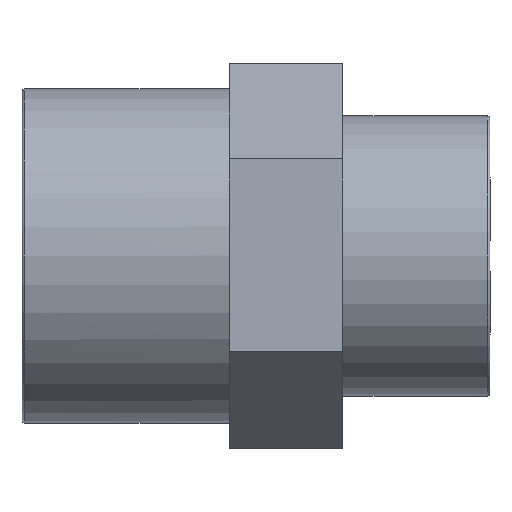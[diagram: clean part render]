
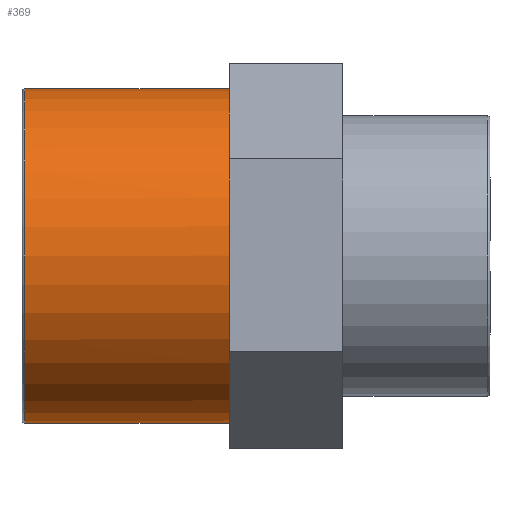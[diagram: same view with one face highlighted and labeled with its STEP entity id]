
A CAD part, front view. The second image highlights one B-rep face of the part: STEP entity #369.
In plain terms, the highlighted cylindrical face has radius 25 mm (diameter 50 mm), a full revolution.
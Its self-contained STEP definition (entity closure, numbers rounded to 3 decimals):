
#18=CYLINDRICAL_SURFACE('',#414,25.);
#29=FACE_BOUND('',#114,.T.);
#38=CIRCLE('',#380,25.);
#39=CIRCLE('',#382,25.);
#40=CIRCLE('',#384,25.);
#41=CIRCLE('',#386,25.);
#42=CIRCLE('',#388,25.);
#43=CIRCLE('',#390,25.);
#54=CIRCLE('',#413,25.);
#78=FACE_OUTER_BOUND('',#113,.T.);
#113=EDGE_LOOP('',(#311,#312,#313,#314,#315,#316));
#114=EDGE_LOOP('',(#317));
#174=VERTEX_POINT('',#544);
#178=VERTEX_POINT('',#554);
#181=VERTEX_POINT('',#562);
#182=VERTEX_POINT('',#566);
#183=VERTEX_POINT('',#574);
#184=VERTEX_POINT('',#578);
#199=VERTEX_POINT('',#627);
#215=EDGE_CURVE('',#181,#182,#38,.T.);
#217=EDGE_CURVE('',#178,#181,#39,.T.);
#218=EDGE_CURVE('',#174,#178,#40,.T.);
#219=EDGE_CURVE('',#183,#174,#41,.T.);
#221=EDGE_CURVE('',#184,#183,#42,.T.);
#224=EDGE_CURVE('',#182,#184,#43,.T.);
#242=EDGE_CURVE('',#199,#199,#54,.T.);
#311=ORIENTED_EDGE('',*,*,#215,.T.);
#312=ORIENTED_EDGE('',*,*,#224,.T.);
#313=ORIENTED_EDGE('',*,*,#221,.T.);
#314=ORIENTED_EDGE('',*,*,#219,.T.);
#315=ORIENTED_EDGE('',*,*,#218,.T.);
#316=ORIENTED_EDGE('',*,*,#217,.T.);
#317=ORIENTED_EDGE('',*,*,#242,.F.);
#369=ADVANCED_FACE('',(#78,#29),#18,.T.);
#380=AXIS2_PLACEMENT_3D('',#567,#444,#445);
#382=AXIS2_PLACEMENT_3D('',#570,#449,#450);
#384=AXIS2_PLACEMENT_3D('',#572,#453,#454);
#386=AXIS2_PLACEMENT_3D('',#575,#457,#458);
#388=AXIS2_PLACEMENT_3D('',#579,#462,#463);
#390=AXIS2_PLACEMENT_3D('',#584,#468,#469);
#413=AXIS2_PLACEMENT_3D('',#628,#521,#522);
#414=AXIS2_PLACEMENT_3D('',#629,#523,#524);
#444=DIRECTION('center_axis',(-1.,0.,0.));
#445=DIRECTION('ref_axis',(0.,-1.,0.));
#449=DIRECTION('center_axis',(-1.,0.,0.));
#450=DIRECTION('ref_axis',(0.,-1.,0.));
#453=DIRECTION('center_axis',(-1.,0.,0.));
#454=DIRECTION('ref_axis',(0.,-1.,0.));
#457=DIRECTION('center_axis',(-1.,0.,0.));
#458=DIRECTION('ref_axis',(0.,-1.,0.));
#462=DIRECTION('center_axis',(-1.,0.,0.));
#463=DIRECTION('ref_axis',(0.,-1.,0.));
#468=DIRECTION('center_axis',(-1.,0.,0.));
#469=DIRECTION('ref_axis',(0.,-1.,0.));
#521=DIRECTION('center_axis',(-1.,0.,0.));
#522=DIRECTION('ref_axis',(0.,1.,0.));
#523=DIRECTION('center_axis',(-1.,0.,0.));
#524=DIRECTION('ref_axis',(0.,-1.,0.));
#544=CARTESIAN_POINT('',(-4.,-25.,0.09));
#554=CARTESIAN_POINT('',(-4.,-12.422,21.696));
#562=CARTESIAN_POINT('',(-4.,12.578,21.605));
#566=CARTESIAN_POINT('',(-4.,25.,-0.09));
#567=CARTESIAN_POINT('Origin',(-4.,0.,0.));
#570=CARTESIAN_POINT('Origin',(-4.,0.,0.));
#572=CARTESIAN_POINT('Origin',(-4.,0.,0.));
#574=CARTESIAN_POINT('',(-4.,-12.578,-21.605));
#575=CARTESIAN_POINT('Origin',(-4.,0.,0.));
#578=CARTESIAN_POINT('',(-4.,12.422,-21.696));
#579=CARTESIAN_POINT('Origin',(-4.,0.,0.));
#584=CARTESIAN_POINT('Origin',(-4.,0.,0.));
#627=CARTESIAN_POINT('',(-34.6,-25.,0.));
#628=CARTESIAN_POINT('Origin',(-34.6,0.,0.));
#629=CARTESIAN_POINT('Origin',(-19.5,0.,0.));
